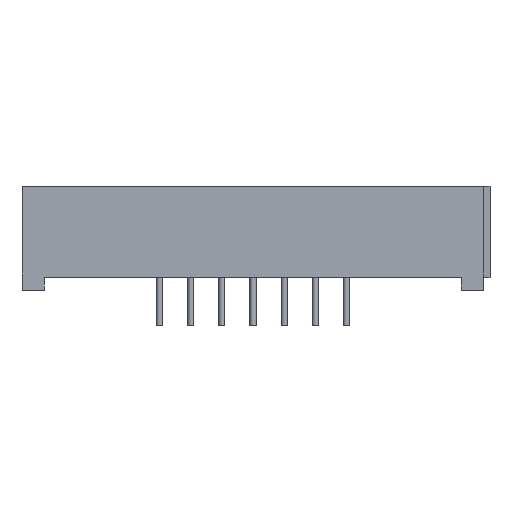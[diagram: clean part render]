
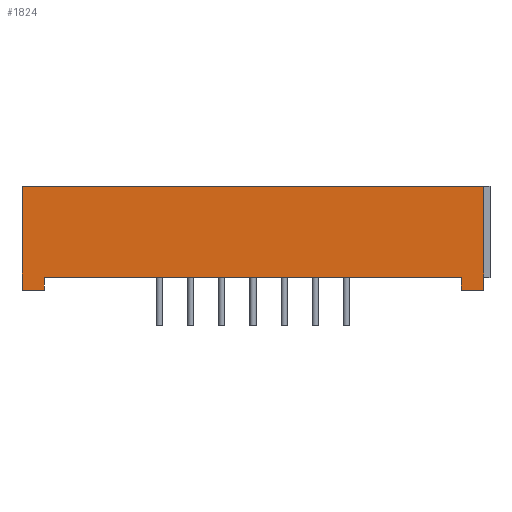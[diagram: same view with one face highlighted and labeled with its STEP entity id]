
A CAD part, front view. The second image highlights one B-rep face of the part: STEP entity #1824.
In plain terms, the highlighted planar face has unit normal (0, -1, 0).
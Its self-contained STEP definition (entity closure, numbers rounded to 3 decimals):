
#100 = PLANE('',#101);
#101 = AXIS2_PLACEMENT_3D('',#102,#103,#104);
#102 = CARTESIAN_POINT('',(-18.825,26.5,8.45));
#103 = DIRECTION('',(0.,0.,1.));
#104 = DIRECTION('',(1.,0.,0.));
#820 = VERTEX_POINT('',#821);
#821 = CARTESIAN_POINT('',(18.825,-26.5,8.45));
#835 = PLANE('',#836);
#836 = AXIS2_PLACEMENT_3D('',#837,#838,#839);
#837 = CARTESIAN_POINT('',(18.825,-15.9,0.));
#838 = DIRECTION('',(1.,0.,0.));
#839 = DIRECTION('',(0.,-1.,0.));
#847 = EDGE_CURVE('',#820,#848,#850,.T.);
#848 = VERTEX_POINT('',#849);
#849 = CARTESIAN_POINT('',(-18.825,-26.5,8.45));
#850 = SURFACE_CURVE('',#851,(#855,#862),.PCURVE_S1.);
#851 = LINE('',#852,#853);
#852 = CARTESIAN_POINT('',(18.825,-26.5,8.45));
#853 = VECTOR('',#854,1.);
#854 = DIRECTION('',(-1.,0.,0.));
#855 = PCURVE('',#100,#856);
#856 = DEFINITIONAL_REPRESENTATION('',(#857),#861);
#857 = LINE('',#858,#859);
#858 = CARTESIAN_POINT('',(37.65,-53.));
#859 = VECTOR('',#860,1.);
#860 = DIRECTION('',(-1.,0.));
#861 = ( GEOMETRIC_REPRESENTATION_CONTEXT(2) 
PARAMETRIC_REPRESENTATION_CONTEXT() REPRESENTATION_CONTEXT('2D SPACE',''
  ) );
#862 = PCURVE('',#863,#868);
#863 = PLANE('',#864);
#864 = AXIS2_PLACEMENT_3D('',#865,#866,#867);
#865 = CARTESIAN_POINT('',(18.825,-26.5,0.));
#866 = DIRECTION('',(0.,-1.,0.));
#867 = DIRECTION('',(-1.,0.,0.));
#868 = DEFINITIONAL_REPRESENTATION('',(#869),#873);
#869 = LINE('',#870,#871);
#870 = CARTESIAN_POINT('',(0.,-8.45));
#871 = VECTOR('',#872,1.);
#872 = DIRECTION('',(1.,0.));
#873 = ( GEOMETRIC_REPRESENTATION_CONTEXT(2) 
PARAMETRIC_REPRESENTATION_CONTEXT() REPRESENTATION_CONTEXT('2D SPACE',''
  ) );
#891 = PLANE('',#892);
#892 = AXIS2_PLACEMENT_3D('',#893,#894,#895);
#893 = CARTESIAN_POINT('',(-18.825,-26.5,0.));
#894 = DIRECTION('',(-1.,0.,0.));
#895 = DIRECTION('',(0.,1.,0.));
#1755 = EDGE_CURVE('',#1756,#820,#1758,.T.);
#1756 = VERTEX_POINT('',#1757);
#1757 = CARTESIAN_POINT('',(18.825,-26.5,0.));
#1758 = SURFACE_CURVE('',#1759,(#1763,#1770),.PCURVE_S1.);
#1759 = LINE('',#1760,#1761);
#1760 = CARTESIAN_POINT('',(18.825,-26.5,0.));
#1761 = VECTOR('',#1762,1.);
#1762 = DIRECTION('',(0.,0.,1.));
#1763 = PCURVE('',#835,#1764);
#1764 = DEFINITIONAL_REPRESENTATION('',(#1765),#1769);
#1765 = LINE('',#1766,#1767);
#1766 = CARTESIAN_POINT('',(10.6,0.));
#1767 = VECTOR('',#1768,1.);
#1768 = DIRECTION('',(0.,-1.));
#1769 = ( GEOMETRIC_REPRESENTATION_CONTEXT(2) 
PARAMETRIC_REPRESENTATION_CONTEXT() REPRESENTATION_CONTEXT('2D SPACE',''
  ) );
#1770 = PCURVE('',#863,#1771);
#1771 = DEFINITIONAL_REPRESENTATION('',(#1772),#1776);
#1772 = LINE('',#1773,#1774);
#1773 = CARTESIAN_POINT('',(0.,-0.));
#1774 = VECTOR('',#1775,1.);
#1775 = DIRECTION('',(0.,-1.));
#1776 = ( GEOMETRIC_REPRESENTATION_CONTEXT(2) 
PARAMETRIC_REPRESENTATION_CONTEXT() REPRESENTATION_CONTEXT('2D SPACE',''
  ) );
#1794 = PLANE('',#1795);
#1795 = AXIS2_PLACEMENT_3D('',#1796,#1797,#1798);
#1796 = CARTESIAN_POINT('',(-18.825,26.5,0.));
#1797 = DIRECTION('',(0.,0.,1.));
#1798 = DIRECTION('',(1.,0.,0.));
#1824 = ADVANCED_FACE('',(#1825),#863,.T.);
#1825 = FACE_BOUND('',#1826,.T.);
#1826 = EDGE_LOOP('',(#1827,#1850,#1851,#1852,#1875,#1903,#1931,#1959));
#1827 = ORIENTED_EDGE('',*,*,#1828,.F.);
#1828 = EDGE_CURVE('',#1756,#1829,#1831,.T.);
#1829 = VERTEX_POINT('',#1830);
#1830 = CARTESIAN_POINT('',(17.,-26.5,0.));
#1831 = SURFACE_CURVE('',#1832,(#1836,#1843),.PCURVE_S1.);
#1832 = LINE('',#1833,#1834);
#1833 = CARTESIAN_POINT('',(18.825,-26.5,0.));
#1834 = VECTOR('',#1835,1.);
#1835 = DIRECTION('',(-1.,0.,0.));
#1836 = PCURVE('',#863,#1837);
#1837 = DEFINITIONAL_REPRESENTATION('',(#1838),#1842);
#1838 = LINE('',#1839,#1840);
#1839 = CARTESIAN_POINT('',(0.,-0.));
#1840 = VECTOR('',#1841,1.);
#1841 = DIRECTION('',(1.,0.));
#1842 = ( GEOMETRIC_REPRESENTATION_CONTEXT(2) 
PARAMETRIC_REPRESENTATION_CONTEXT() REPRESENTATION_CONTEXT('2D SPACE',''
  ) );
#1843 = PCURVE('',#1794,#1844);
#1844 = DEFINITIONAL_REPRESENTATION('',(#1845),#1849);
#1845 = LINE('',#1846,#1847);
#1846 = CARTESIAN_POINT('',(37.65,-53.));
#1847 = VECTOR('',#1848,1.);
#1848 = DIRECTION('',(-1.,0.));
#1849 = ( GEOMETRIC_REPRESENTATION_CONTEXT(2) 
PARAMETRIC_REPRESENTATION_CONTEXT() REPRESENTATION_CONTEXT('2D SPACE',''
  ) );
#1850 = ORIENTED_EDGE('',*,*,#1755,.T.);
#1851 = ORIENTED_EDGE('',*,*,#847,.T.);
#1852 = ORIENTED_EDGE('',*,*,#1853,.F.);
#1853 = EDGE_CURVE('',#1854,#848,#1856,.T.);
#1854 = VERTEX_POINT('',#1855);
#1855 = CARTESIAN_POINT('',(-18.825,-26.5,0.));
#1856 = SURFACE_CURVE('',#1857,(#1861,#1868),.PCURVE_S1.);
#1857 = LINE('',#1858,#1859);
#1858 = CARTESIAN_POINT('',(-18.825,-26.5,0.));
#1859 = VECTOR('',#1860,1.);
#1860 = DIRECTION('',(0.,0.,1.));
#1861 = PCURVE('',#863,#1862);
#1862 = DEFINITIONAL_REPRESENTATION('',(#1863),#1867);
#1863 = LINE('',#1864,#1865);
#1864 = CARTESIAN_POINT('',(37.65,0.));
#1865 = VECTOR('',#1866,1.);
#1866 = DIRECTION('',(0.,-1.));
#1867 = ( GEOMETRIC_REPRESENTATION_CONTEXT(2) 
PARAMETRIC_REPRESENTATION_CONTEXT() REPRESENTATION_CONTEXT('2D SPACE',''
  ) );
#1868 = PCURVE('',#891,#1869);
#1869 = DEFINITIONAL_REPRESENTATION('',(#1870),#1874);
#1870 = LINE('',#1871,#1872);
#1871 = CARTESIAN_POINT('',(0.,0.));
#1872 = VECTOR('',#1873,1.);
#1873 = DIRECTION('',(0.,-1.));
#1874 = ( GEOMETRIC_REPRESENTATION_CONTEXT(2) 
PARAMETRIC_REPRESENTATION_CONTEXT() REPRESENTATION_CONTEXT('2D SPACE',''
  ) );
#1875 = ORIENTED_EDGE('',*,*,#1876,.F.);
#1876 = EDGE_CURVE('',#1877,#1854,#1879,.T.);
#1877 = VERTEX_POINT('',#1878);
#1878 = CARTESIAN_POINT('',(-17.,-26.5,0.));
#1879 = SURFACE_CURVE('',#1880,(#1884,#1891),.PCURVE_S1.);
#1880 = LINE('',#1881,#1882);
#1881 = CARTESIAN_POINT('',(18.825,-26.5,0.));
#1882 = VECTOR('',#1883,1.);
#1883 = DIRECTION('',(-1.,0.,0.));
#1884 = PCURVE('',#863,#1885);
#1885 = DEFINITIONAL_REPRESENTATION('',(#1886),#1890);
#1886 = LINE('',#1887,#1888);
#1887 = CARTESIAN_POINT('',(0.,-0.));
#1888 = VECTOR('',#1889,1.);
#1889 = DIRECTION('',(1.,0.));
#1890 = ( GEOMETRIC_REPRESENTATION_CONTEXT(2) 
PARAMETRIC_REPRESENTATION_CONTEXT() REPRESENTATION_CONTEXT('2D SPACE',''
  ) );
#1891 = PCURVE('',#1892,#1897);
#1892 = PLANE('',#1893);
#1893 = AXIS2_PLACEMENT_3D('',#1894,#1895,#1896);
#1894 = CARTESIAN_POINT('',(-18.825,26.5,0.));
#1895 = DIRECTION('',(0.,0.,1.));
#1896 = DIRECTION('',(1.,0.,0.));
#1897 = DEFINITIONAL_REPRESENTATION('',(#1898),#1902);
#1898 = LINE('',#1899,#1900);
#1899 = CARTESIAN_POINT('',(37.65,-53.));
#1900 = VECTOR('',#1901,1.);
#1901 = DIRECTION('',(-1.,0.));
#1902 = ( GEOMETRIC_REPRESENTATION_CONTEXT(2) 
PARAMETRIC_REPRESENTATION_CONTEXT() REPRESENTATION_CONTEXT('2D SPACE',''
  ) );
#1903 = ORIENTED_EDGE('',*,*,#1904,.F.);
#1904 = EDGE_CURVE('',#1905,#1877,#1907,.T.);
#1905 = VERTEX_POINT('',#1906);
#1906 = CARTESIAN_POINT('',(-17.,-26.5,1.));
#1907 = SURFACE_CURVE('',#1908,(#1912,#1919),.PCURVE_S1.);
#1908 = LINE('',#1909,#1910);
#1909 = CARTESIAN_POINT('',(-17.,-26.5,1.));
#1910 = VECTOR('',#1911,1.);
#1911 = DIRECTION('',(0.,0.,-1.));
#1912 = PCURVE('',#863,#1913);
#1913 = DEFINITIONAL_REPRESENTATION('',(#1914),#1918);
#1914 = LINE('',#1915,#1916);
#1915 = CARTESIAN_POINT('',(35.825,-1.));
#1916 = VECTOR('',#1917,1.);
#1917 = DIRECTION('',(0.,1.));
#1918 = ( GEOMETRIC_REPRESENTATION_CONTEXT(2) 
PARAMETRIC_REPRESENTATION_CONTEXT() REPRESENTATION_CONTEXT('2D SPACE',''
  ) );
#1919 = PCURVE('',#1920,#1925);
#1920 = PLANE('',#1921);
#1921 = AXIS2_PLACEMENT_3D('',#1922,#1923,#1924);
#1922 = CARTESIAN_POINT('',(-17.,-26.5,1.));
#1923 = DIRECTION('',(-1.,0.,0.));
#1924 = DIRECTION('',(0.,0.,-1.));
#1925 = DEFINITIONAL_REPRESENTATION('',(#1926),#1930);
#1926 = LINE('',#1927,#1928);
#1927 = CARTESIAN_POINT('',(0.,-0.));
#1928 = VECTOR('',#1929,1.);
#1929 = DIRECTION('',(1.,0.));
#1930 = ( GEOMETRIC_REPRESENTATION_CONTEXT(2) 
PARAMETRIC_REPRESENTATION_CONTEXT() REPRESENTATION_CONTEXT('2D SPACE',''
  ) );
#1931 = ORIENTED_EDGE('',*,*,#1932,.F.);
#1932 = EDGE_CURVE('',#1933,#1905,#1935,.T.);
#1933 = VERTEX_POINT('',#1934);
#1934 = CARTESIAN_POINT('',(17.,-26.5,1.));
#1935 = SURFACE_CURVE('',#1936,(#1940,#1947),.PCURVE_S1.);
#1936 = LINE('',#1937,#1938);
#1937 = CARTESIAN_POINT('',(17.,-26.5,1.));
#1938 = VECTOR('',#1939,1.);
#1939 = DIRECTION('',(-1.,-0.,0.));
#1940 = PCURVE('',#863,#1941);
#1941 = DEFINITIONAL_REPRESENTATION('',(#1942),#1946);
#1942 = LINE('',#1943,#1944);
#1943 = CARTESIAN_POINT('',(1.825,-1.));
#1944 = VECTOR('',#1945,1.);
#1945 = DIRECTION('',(1.,0.));
#1946 = ( GEOMETRIC_REPRESENTATION_CONTEXT(2) 
PARAMETRIC_REPRESENTATION_CONTEXT() REPRESENTATION_CONTEXT('2D SPACE',''
  ) );
#1947 = PCURVE('',#1948,#1953);
#1948 = PLANE('',#1949);
#1949 = AXIS2_PLACEMENT_3D('',#1950,#1951,#1952);
#1950 = CARTESIAN_POINT('',(17.,-26.5,1.));
#1951 = DIRECTION('',(0.,0.,1.));
#1952 = DIRECTION('',(-1.,0.,0.));
#1953 = DEFINITIONAL_REPRESENTATION('',(#1954),#1958);
#1954 = LINE('',#1955,#1956);
#1955 = CARTESIAN_POINT('',(0.,0.));
#1956 = VECTOR('',#1957,1.);
#1957 = DIRECTION('',(1.,0.));
#1958 = ( GEOMETRIC_REPRESENTATION_CONTEXT(2) 
PARAMETRIC_REPRESENTATION_CONTEXT() REPRESENTATION_CONTEXT('2D SPACE',''
  ) );
#1959 = ORIENTED_EDGE('',*,*,#1960,.F.);
#1960 = EDGE_CURVE('',#1829,#1933,#1961,.T.);
#1961 = SURFACE_CURVE('',#1962,(#1966,#1973),.PCURVE_S1.);
#1962 = LINE('',#1963,#1964);
#1963 = CARTESIAN_POINT('',(17.,-26.5,0.));
#1964 = VECTOR('',#1965,1.);
#1965 = DIRECTION('',(0.,0.,1.));
#1966 = PCURVE('',#863,#1967);
#1967 = DEFINITIONAL_REPRESENTATION('',(#1968),#1972);
#1968 = LINE('',#1969,#1970);
#1969 = CARTESIAN_POINT('',(1.825,0.));
#1970 = VECTOR('',#1971,1.);
#1971 = DIRECTION('',(0.,-1.));
#1972 = ( GEOMETRIC_REPRESENTATION_CONTEXT(2) 
PARAMETRIC_REPRESENTATION_CONTEXT() REPRESENTATION_CONTEXT('2D SPACE',''
  ) );
#1973 = PCURVE('',#1974,#1979);
#1974 = PLANE('',#1975);
#1975 = AXIS2_PLACEMENT_3D('',#1976,#1977,#1978);
#1976 = CARTESIAN_POINT('',(17.,-26.5,0.));
#1977 = DIRECTION('',(1.,0.,0.));
#1978 = DIRECTION('',(0.,0.,1.));
#1979 = DEFINITIONAL_REPRESENTATION('',(#1980),#1984);
#1980 = LINE('',#1981,#1982);
#1981 = CARTESIAN_POINT('',(0.,-0.));
#1982 = VECTOR('',#1983,1.);
#1983 = DIRECTION('',(1.,0.));
#1984 = ( GEOMETRIC_REPRESENTATION_CONTEXT(2) 
PARAMETRIC_REPRESENTATION_CONTEXT() REPRESENTATION_CONTEXT('2D SPACE',''
  ) );
